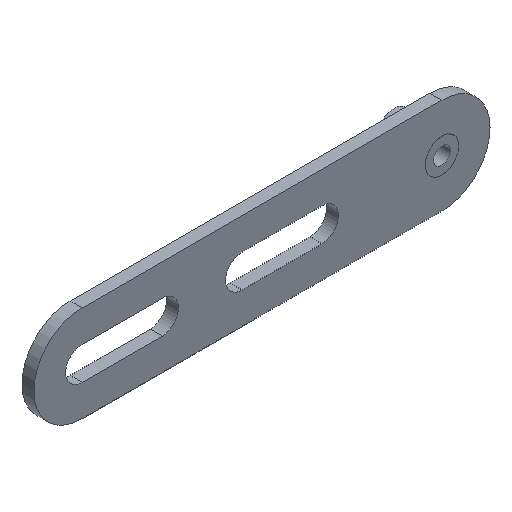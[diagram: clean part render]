
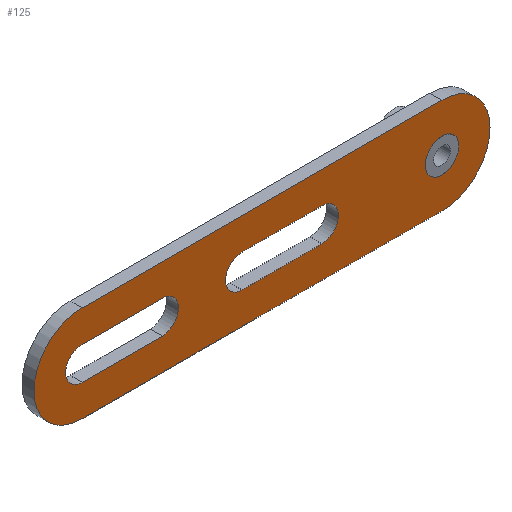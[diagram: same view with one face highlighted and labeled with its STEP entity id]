
A CAD part, isometric view. The second image highlights one B-rep face of the part: STEP entity #125.
In plain terms, the highlighted planar face has unit normal (0, -1, 0).
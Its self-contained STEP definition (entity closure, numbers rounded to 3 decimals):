
#43=LINE('',#525,#67);
#44=LINE('',#530,#68);
#45=LINE('',#536,#69);
#46=LINE('',#540,#70);
#47=LINE('',#541,#71);
#48=LINE('',#546,#72);
#67=VECTOR('',#430,1.);
#68=VECTOR('',#433,1.);
#69=VECTOR('',#438,1.);
#70=VECTOR('',#441,1.);
#71=VECTOR('',#442,1.);
#72=VECTOR('',#445,1.);
#125=ADVANCED_FACE('',(#158,#159,#160,#161),#142,.T.);
#142=PLANE('',#388);
#158=FACE_BOUND('',#176,.T.);
#159=FACE_BOUND('',#177,.T.);
#160=FACE_BOUND('',#178,.T.);
#161=FACE_BOUND('',#179,.T.);
#176=EDGE_LOOP('',(#206));
#177=EDGE_LOOP('',(#207,#208,#209,#210));
#178=EDGE_LOOP('',(#211,#212,#213,#214));
#179=EDGE_LOOP('',(#215,#216,#217,#218));
#206=ORIENTED_EDGE('',*,*,#316,.F.);
#207=ORIENTED_EDGE('',*,*,#317,.F.);
#208=ORIENTED_EDGE('',*,*,#318,.F.);
#209=ORIENTED_EDGE('',*,*,#319,.F.);
#210=ORIENTED_EDGE('',*,*,#320,.F.);
#211=ORIENTED_EDGE('',*,*,#321,.T.);
#212=ORIENTED_EDGE('',*,*,#322,.T.);
#213=ORIENTED_EDGE('',*,*,#323,.T.);
#214=ORIENTED_EDGE('',*,*,#324,.F.);
#215=ORIENTED_EDGE('',*,*,#325,.T.);
#216=ORIENTED_EDGE('',*,*,#326,.T.);
#217=ORIENTED_EDGE('',*,*,#327,.T.);
#218=ORIENTED_EDGE('',*,*,#328,.T.);
#286=VERTEX_POINT('',#524);
#287=VERTEX_POINT('',#526);
#288=VERTEX_POINT('',#527);
#289=VERTEX_POINT('',#529);
#290=VERTEX_POINT('',#531);
#291=VERTEX_POINT('',#534);
#292=VERTEX_POINT('',#535);
#293=VERTEX_POINT('',#537);
#294=VERTEX_POINT('',#539);
#295=VERTEX_POINT('',#542);
#296=VERTEX_POINT('',#543);
#297=VERTEX_POINT('',#545);
#298=VERTEX_POINT('',#547);
#316=EDGE_CURVE('',#286,#286,#358,.T.);
#317=EDGE_CURVE('',#287,#288,#43,.T.);
#318=EDGE_CURVE('',#289,#287,#359,.T.);
#319=EDGE_CURVE('',#290,#289,#44,.T.);
#320=EDGE_CURVE('',#288,#290,#360,.T.);
#321=EDGE_CURVE('',#291,#292,#361,.T.);
#322=EDGE_CURVE('',#292,#293,#45,.T.);
#323=EDGE_CURVE('',#293,#294,#362,.T.);
#324=EDGE_CURVE('',#291,#294,#46,.T.);
#325=EDGE_CURVE('',#295,#296,#47,.T.);
#326=EDGE_CURVE('',#296,#297,#363,.T.);
#327=EDGE_CURVE('',#297,#298,#48,.T.);
#328=EDGE_CURVE('',#298,#295,#364,.T.);
#358=CIRCLE('',#381,2.1);
#359=CIRCLE('',#382,2.05);
#360=CIRCLE('',#383,2.05);
#361=CIRCLE('',#384,6.);
#362=CIRCLE('',#385,6.);
#363=CIRCLE('',#386,2.05);
#364=CIRCLE('',#387,2.05);
#381=AXIS2_PLACEMENT_3D('',#523,#428,#429);
#382=AXIS2_PLACEMENT_3D('',#528,#431,#432);
#383=AXIS2_PLACEMENT_3D('',#532,#434,#435);
#384=AXIS2_PLACEMENT_3D('',#533,#436,#437);
#385=AXIS2_PLACEMENT_3D('',#538,#439,#440);
#386=AXIS2_PLACEMENT_3D('',#544,#443,#444);
#387=AXIS2_PLACEMENT_3D('',#548,#446,#447);
#388=AXIS2_PLACEMENT_3D('',#549,#448,#449);
#428=DIRECTION('',(0.,-1.,0.));
#429=DIRECTION('',(0.,0.,-1.));
#430=DIRECTION('',(-1.,0.,0.));
#431=DIRECTION('',(0.,-1.,0.));
#432=DIRECTION('',(0.,0.,1.));
#433=DIRECTION('',(1.,0.,0.));
#434=DIRECTION('',(0.,-1.,0.));
#435=DIRECTION('',(0.,0.,1.));
#436=DIRECTION('',(0.,-1.,0.));
#437=DIRECTION('',(0.,0.,-1.));
#438=DIRECTION('',(-1.,0.,0.));
#439=DIRECTION('',(0.,-1.,0.));
#440=DIRECTION('',(0.,0.,-1.));
#441=DIRECTION('',(-1.,0.,0.));
#442=DIRECTION('',(-1.,0.,0.));
#443=DIRECTION('',(0.,1.,0.));
#444=DIRECTION('',(0.,0.,1.));
#445=DIRECTION('',(1.,0.,0.));
#446=DIRECTION('',(0.,1.,0.));
#447=DIRECTION('',(0.,0.,1.));
#448=DIRECTION('',(0.,-1.,0.));
#449=DIRECTION('',(-1.,0.,0.));
#523=CARTESIAN_POINT('',(0.,0.,0.));
#524=CARTESIAN_POINT('',(0.,0.,-2.1));
#525=CARTESIAN_POINT('',(-15.,0.,2.05));
#526=CARTESIAN_POINT('',(-15.,0.,2.05));
#527=CARTESIAN_POINT('',(-25.,0.,2.05));
#528=CARTESIAN_POINT('',(-15.,0.,0.));
#529=CARTESIAN_POINT('',(-15.,0.,-2.05));
#530=CARTESIAN_POINT('',(-25.,0.,-2.05));
#531=CARTESIAN_POINT('',(-25.,0.,-2.05));
#532=CARTESIAN_POINT('',(-25.,0.,0.));
#533=CARTESIAN_POINT('',(0.,0.,0.));
#534=CARTESIAN_POINT('',(0.,0.,-6.));
#535=CARTESIAN_POINT('',(0.,0.,6.));
#536=CARTESIAN_POINT('',(6.,0.,6.));
#537=CARTESIAN_POINT('',(-45.,0.,6.));
#538=CARTESIAN_POINT('',(-45.,0.,0.));
#539=CARTESIAN_POINT('',(-45.,0.,-6.));
#540=CARTESIAN_POINT('',(6.,0.,-6.));
#541=CARTESIAN_POINT('',(-35.,0.,-2.05));
#542=CARTESIAN_POINT('',(-35.,0.,-2.05));
#543=CARTESIAN_POINT('',(-45.,0.,-2.05));
#544=CARTESIAN_POINT('',(-45.,0.,0.));
#545=CARTESIAN_POINT('',(-45.,0.,2.05));
#546=CARTESIAN_POINT('',(-45.,0.,2.05));
#547=CARTESIAN_POINT('',(-35.,0.,2.05));
#548=CARTESIAN_POINT('',(-35.,0.,0.));
#549=CARTESIAN_POINT('',(-45.,0.,0.));
